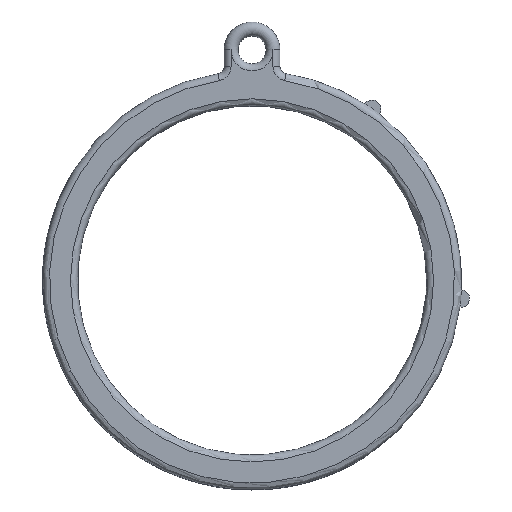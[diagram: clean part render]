
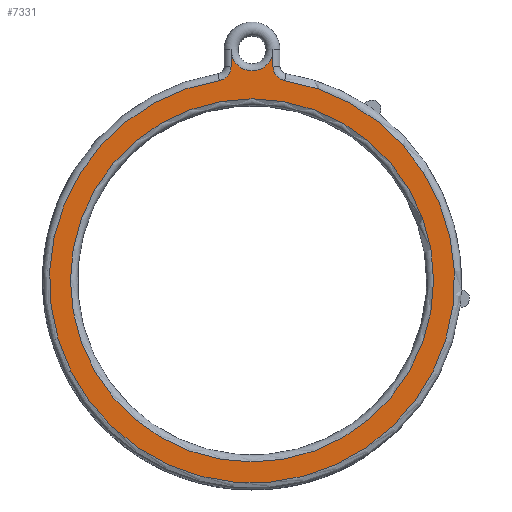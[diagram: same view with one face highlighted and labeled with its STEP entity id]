
A CAD part, top view. The second image highlights one B-rep face of the part: STEP entity #7331.
In plain terms, the highlighted planar face has unit normal (0, 0, 1).
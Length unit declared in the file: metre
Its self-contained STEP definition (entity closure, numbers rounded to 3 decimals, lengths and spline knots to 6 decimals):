
#212=PLANE('',#7900);
#948=CIRCLE('',#7901,0.026);
#949=CIRCLE('',#7902,0.003);
#950=CIRCLE('',#7903,0.002);
#951=CIRCLE('',#7904,0.029);
#952=CIRCLE('',#7905,0.002);
#1388=ORIENTED_EDGE('',*,*,#3716,.T.);
#1389=ORIENTED_EDGE('',*,*,#3717,.T.);
#1390=ORIENTED_EDGE('',*,*,#3718,.T.);
#1391=ORIENTED_EDGE('',*,*,#3719,.T.);
#1392=ORIENTED_EDGE('',*,*,#3720,.F.);
#1393=ORIENTED_EDGE('',*,*,#3721,.T.);
#1394=ORIENTED_EDGE('',*,*,#3722,.F.);
#3716=EDGE_CURVE('',#4873,#4873,#948,.F.);
#3717=EDGE_CURVE('',#4874,#4875,#5375,.F.);
#3718=EDGE_CURVE('',#4875,#4876,#949,.F.);
#3719=EDGE_CURVE('',#4876,#4877,#5376,.T.);
#3720=EDGE_CURVE('',#4878,#4877,#950,.T.);
#3721=EDGE_CURVE('',#4878,#4879,#951,.T.);
#3722=EDGE_CURVE('',#4874,#4879,#952,.T.);
#4873=VERTEX_POINT('',#10960);
#4874=VERTEX_POINT('',#10962);
#4875=VERTEX_POINT('',#10963);
#4876=VERTEX_POINT('',#10965);
#4877=VERTEX_POINT('',#10967);
#4878=VERTEX_POINT('',#10969);
#4879=VERTEX_POINT('',#10971);
#5375=LINE('',#10961,#5856);
#5376=LINE('',#10966,#5857);
#5856=VECTOR('',#8581,1.);
#5857=VECTOR('',#8584,1.);
#6313=EDGE_LOOP('',(#1388));
#6314=EDGE_LOOP('',(#1389,#1390,#1391,#1392,#1393,#1394));
#6790=FACE_BOUND('',#6313,.T.);
#6791=FACE_BOUND('',#6314,.T.);
#7331=ADVANCED_FACE('',(#6790,#6791),#212,.T.);
#7900=AXIS2_PLACEMENT_3D('',#10958,#8577,#8578);
#7901=AXIS2_PLACEMENT_3D('',#10959,#8579,#8580);
#7902=AXIS2_PLACEMENT_3D('',#10964,#8582,#8583);
#7903=AXIS2_PLACEMENT_3D('',#10968,#8585,#8586);
#7904=AXIS2_PLACEMENT_3D('',#10970,#8587,#8588);
#7905=AXIS2_PLACEMENT_3D('',#10972,#8589,#8590);
#8577=DIRECTION('',(0.,0.,1.));
#8578=DIRECTION('',(1.,0.,0.));
#8579=DIRECTION('',(0.,0.,1.));
#8580=DIRECTION('',(1.,0.,0.));
#8581=DIRECTION('',(0.,-1.,0.));
#8582=DIRECTION('',(0.,0.,1.));
#8583=DIRECTION('',(1.,0.,0.));
#8584=DIRECTION('',(0.,-1.,0.));
#8585=DIRECTION('',(0.,0.,1.));
#8586=DIRECTION('',(1.,0.,0.));
#8587=DIRECTION('',(0.,0.,1.));
#8588=DIRECTION('',(1.,0.,0.));
#8589=DIRECTION('',(0.,0.,1.));
#8590=DIRECTION('',(1.,0.,0.));
#10958=CARTESIAN_POINT('',(0.,0.,0.006));
#10959=CARTESIAN_POINT('',(0.,0.,0.006));
#10960=CARTESIAN_POINT('',(0.026,0.,0.006));
#10961=CARTESIAN_POINT('',(0.003,0.033,0.006));
#10962=CARTESIAN_POINT('',(0.003,0.030594,0.006));
#10963=CARTESIAN_POINT('',(0.003,0.033,0.006));
#10964=CARTESIAN_POINT('',(0.,0.033,0.006));
#10965=CARTESIAN_POINT('',(-0.003,0.033,0.006));
#10966=CARTESIAN_POINT('',(-0.003,0.,0.006));
#10967=CARTESIAN_POINT('',(-0.003,0.030594,0.006));
#10968=CARTESIAN_POINT('',(-0.005,0.030594,0.006));
#10969=CARTESIAN_POINT('',(-0.004677,0.02862,0.006));
#10970=CARTESIAN_POINT('',(0.,0.,0.006));
#10971=CARTESIAN_POINT('',(0.004677,0.02862,0.006));
#10972=CARTESIAN_POINT('',(0.005,0.030594,0.006));
